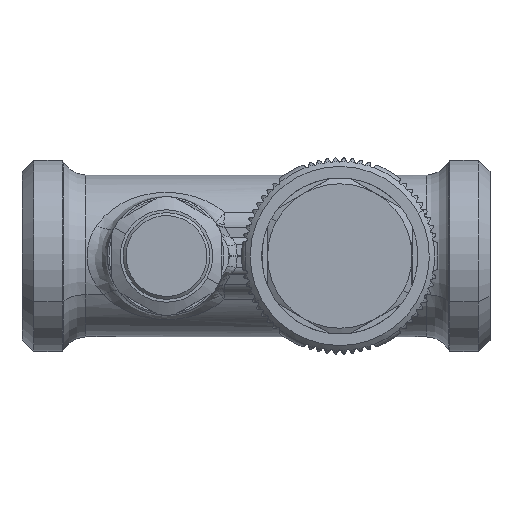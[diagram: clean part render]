
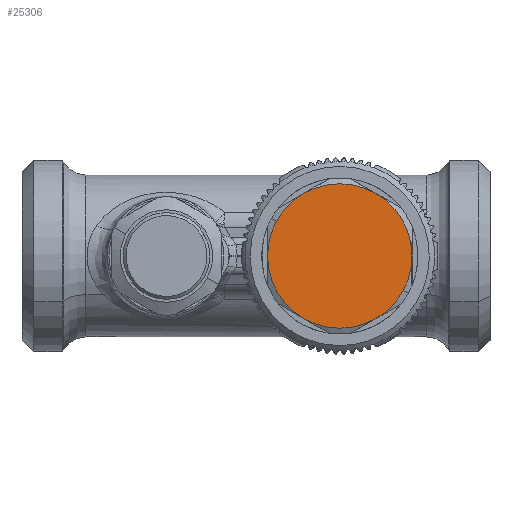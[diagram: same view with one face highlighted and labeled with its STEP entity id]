
A CAD part, left-side view. The second image highlights one B-rep face of the part: STEP entity #25306.
In plain terms, the highlighted planar face has unit normal (-1, 0, 0).
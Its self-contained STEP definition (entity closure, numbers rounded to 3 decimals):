
#25139=CARTESIAN_POINT('Axis2P3D Location',(-90.75,-12.5,0.)) ;
#25144=CARTESIAN_POINT('Axis2P3D Location',(-90.75,0.,0.)) ;
#25148=CARTESIAN_POINT('Vertex',(-90.75,12.5,0.003)) ;
#25150=CARTESIAN_POINT('Vertex',(-90.75,10.97,5.993)) ;
#25153=CARTESIAN_POINT('Axis2P3D Location',(-90.75,0.,0.)) ;
#25157=CARTESIAN_POINT('Vertex',(-90.75,12.5,0.)) ;
#25160=CARTESIAN_POINT('Axis2P3D Location',(-90.75,0.,0.)) ;
#25164=CARTESIAN_POINT('Vertex',(-90.75,12.5,-0.003)) ;
#25167=CARTESIAN_POINT('Axis2P3D Location',(-90.75,0.,0.)) ;
#25171=CARTESIAN_POINT('Vertex',(-90.75,6.252,-10.824)) ;
#25174=CARTESIAN_POINT('Axis2P3D Location',(-90.75,0.,0.)) ;
#25178=CARTESIAN_POINT('Vertex',(-90.75,6.25,-10.825)) ;
#25181=CARTESIAN_POINT('Axis2P3D Location',(-90.75,0.,0.)) ;
#25185=CARTESIAN_POINT('Vertex',(-90.75,6.248,-10.827)) ;
#25188=CARTESIAN_POINT('Axis2P3D Location',(-90.75,0.,0.)) ;
#25192=CARTESIAN_POINT('Vertex',(-90.75,-6.248,-10.827)) ;
#25195=CARTESIAN_POINT('Axis2P3D Location',(-90.75,0.,0.)) ;
#25199=CARTESIAN_POINT('Vertex',(-90.75,-6.25,-10.825)) ;
#25202=CARTESIAN_POINT('Axis2P3D Location',(-90.75,0.,0.)) ;
#25206=CARTESIAN_POINT('Vertex',(-90.75,-6.252,-10.824)) ;
#25209=CARTESIAN_POINT('Axis2P3D Location',(-90.75,0.,0.)) ;
#25213=CARTESIAN_POINT('Vertex',(-90.75,-10.97,-5.993)) ;
#25216=CARTESIAN_POINT('Axis2P3D Location',(-90.75,0.,0.)) ;
#25220=CARTESIAN_POINT('Vertex',(-90.75,-12.5,-0.003)) ;
#25223=CARTESIAN_POINT('Axis2P3D Location',(-90.75,0.,0.)) ;
#25227=CARTESIAN_POINT('Vertex',(-90.75,-12.5,0.)) ;
#25230=CARTESIAN_POINT('Axis2P3D Location',(-90.75,0.,0.)) ;
#25234=CARTESIAN_POINT('Vertex',(-90.75,-12.5,0.003)) ;
#25237=CARTESIAN_POINT('Axis2P3D Location',(-90.75,0.,0.)) ;
#25241=CARTESIAN_POINT('Vertex',(-90.75,-6.252,10.824)) ;
#25244=CARTESIAN_POINT('Axis2P3D Location',(-90.75,0.,0.)) ;
#25248=CARTESIAN_POINT('Vertex',(-90.75,-6.25,10.825)) ;
#25251=CARTESIAN_POINT('Axis2P3D Location',(-90.75,0.,0.)) ;
#25255=CARTESIAN_POINT('Vertex',(-90.75,-6.248,10.827)) ;
#25258=CARTESIAN_POINT('Axis2P3D Location',(-90.75,0.,0.)) ;
#25262=CARTESIAN_POINT('Vertex',(-90.75,6.248,10.827)) ;
#25265=CARTESIAN_POINT('Axis2P3D Location',(-90.75,0.,0.)) ;
#25269=CARTESIAN_POINT('Vertex',(-90.75,6.25,10.825)) ;
#25272=CARTESIAN_POINT('Axis2P3D Location',(-90.75,0.,0.)) ;
#25276=CARTESIAN_POINT('Vertex',(-90.75,6.252,10.824)) ;
#25279=CARTESIAN_POINT('Axis2P3D Location',(-90.75,0.,0.)) ;
#25140=DIRECTION('Axis2P3D Direction',(1.,0.,0.)) ;
#25141=DIRECTION('Axis2P3D XDirection',(0.,0.,-1.)) ;
#25145=DIRECTION('Axis2P3D Direction',(1.,0.,0.)) ;
#25154=DIRECTION('Axis2P3D Direction',(1.,0.,0.)) ;
#25161=DIRECTION('Axis2P3D Direction',(1.,0.,0.)) ;
#25168=DIRECTION('Axis2P3D Direction',(1.,0.,0.)) ;
#25175=DIRECTION('Axis2P3D Direction',(1.,0.,0.)) ;
#25182=DIRECTION('Axis2P3D Direction',(1.,0.,0.)) ;
#25189=DIRECTION('Axis2P3D Direction',(1.,0.,0.)) ;
#25196=DIRECTION('Axis2P3D Direction',(1.,0.,0.)) ;
#25203=DIRECTION('Axis2P3D Direction',(1.,0.,0.)) ;
#25210=DIRECTION('Axis2P3D Direction',(1.,0.,0.)) ;
#25217=DIRECTION('Axis2P3D Direction',(1.,0.,0.)) ;
#25224=DIRECTION('Axis2P3D Direction',(1.,0.,0.)) ;
#25231=DIRECTION('Axis2P3D Direction',(1.,0.,0.)) ;
#25238=DIRECTION('Axis2P3D Direction',(1.,0.,0.)) ;
#25245=DIRECTION('Axis2P3D Direction',(1.,0.,0.)) ;
#25252=DIRECTION('Axis2P3D Direction',(1.,0.,0.)) ;
#25259=DIRECTION('Axis2P3D Direction',(1.,0.,0.)) ;
#25266=DIRECTION('Axis2P3D Direction',(1.,0.,0.)) ;
#25273=DIRECTION('Axis2P3D Direction',(1.,0.,0.)) ;
#25280=DIRECTION('Axis2P3D Direction',(1.,0.,0.)) ;
#25142=AXIS2_PLACEMENT_3D('Plane Axis2P3D',#25139,#25140,#25141) ;
#25146=AXIS2_PLACEMENT_3D('Circle Axis2P3D',#25144,#25145,$) ;
#25155=AXIS2_PLACEMENT_3D('Circle Axis2P3D',#25153,#25154,$) ;
#25162=AXIS2_PLACEMENT_3D('Circle Axis2P3D',#25160,#25161,$) ;
#25169=AXIS2_PLACEMENT_3D('Circle Axis2P3D',#25167,#25168,$) ;
#25176=AXIS2_PLACEMENT_3D('Circle Axis2P3D',#25174,#25175,$) ;
#25183=AXIS2_PLACEMENT_3D('Circle Axis2P3D',#25181,#25182,$) ;
#25190=AXIS2_PLACEMENT_3D('Circle Axis2P3D',#25188,#25189,$) ;
#25197=AXIS2_PLACEMENT_3D('Circle Axis2P3D',#25195,#25196,$) ;
#25204=AXIS2_PLACEMENT_3D('Circle Axis2P3D',#25202,#25203,$) ;
#25211=AXIS2_PLACEMENT_3D('Circle Axis2P3D',#25209,#25210,$) ;
#25218=AXIS2_PLACEMENT_3D('Circle Axis2P3D',#25216,#25217,$) ;
#25225=AXIS2_PLACEMENT_3D('Circle Axis2P3D',#25223,#25224,$) ;
#25232=AXIS2_PLACEMENT_3D('Circle Axis2P3D',#25230,#25231,$) ;
#25239=AXIS2_PLACEMENT_3D('Circle Axis2P3D',#25237,#25238,$) ;
#25246=AXIS2_PLACEMENT_3D('Circle Axis2P3D',#25244,#25245,$) ;
#25253=AXIS2_PLACEMENT_3D('Circle Axis2P3D',#25251,#25252,$) ;
#25260=AXIS2_PLACEMENT_3D('Circle Axis2P3D',#25258,#25259,$) ;
#25267=AXIS2_PLACEMENT_3D('Circle Axis2P3D',#25265,#25266,$) ;
#25274=AXIS2_PLACEMENT_3D('Circle Axis2P3D',#25272,#25273,$) ;
#25281=AXIS2_PLACEMENT_3D('Circle Axis2P3D',#25279,#25280,$) ;
#25147=CIRCLE('generated circle',#25146,12.5) ;
#25156=CIRCLE('generated circle',#25155,12.5) ;
#25163=CIRCLE('generated circle',#25162,12.5) ;
#25170=CIRCLE('generated circle',#25169,12.5) ;
#25177=CIRCLE('generated circle',#25176,12.5) ;
#25184=CIRCLE('generated circle',#25183,12.5) ;
#25191=CIRCLE('generated circle',#25190,12.5) ;
#25198=CIRCLE('generated circle',#25197,12.5) ;
#25205=CIRCLE('generated circle',#25204,12.5) ;
#25212=CIRCLE('generated circle',#25211,12.5) ;
#25219=CIRCLE('generated circle',#25218,12.5) ;
#25226=CIRCLE('generated circle',#25225,12.5) ;
#25233=CIRCLE('generated circle',#25232,12.5) ;
#25240=CIRCLE('generated circle',#25239,12.5) ;
#25247=CIRCLE('generated circle',#25246,12.5) ;
#25254=CIRCLE('generated circle',#25253,12.5) ;
#25261=CIRCLE('generated circle',#25260,12.5) ;
#25268=CIRCLE('generated circle',#25267,12.5) ;
#25275=CIRCLE('generated circle',#25274,12.5) ;
#25282=CIRCLE('generated circle',#25281,12.5) ;
#25143=PLANE('',#25142) ;
#25152=EDGE_CURVE('',#25149,#25151,#25147,.T.) ;
#25159=EDGE_CURVE('',#25158,#25149,#25156,.T.) ;
#25166=EDGE_CURVE('',#25165,#25158,#25163,.T.) ;
#25173=EDGE_CURVE('',#25172,#25165,#25170,.T.) ;
#25180=EDGE_CURVE('',#25179,#25172,#25177,.T.) ;
#25187=EDGE_CURVE('',#25186,#25179,#25184,.T.) ;
#25194=EDGE_CURVE('',#25193,#25186,#25191,.T.) ;
#25201=EDGE_CURVE('',#25200,#25193,#25198,.T.) ;
#25208=EDGE_CURVE('',#25207,#25200,#25205,.T.) ;
#25215=EDGE_CURVE('',#25214,#25207,#25212,.T.) ;
#25222=EDGE_CURVE('',#25221,#25214,#25219,.T.) ;
#25229=EDGE_CURVE('',#25228,#25221,#25226,.T.) ;
#25236=EDGE_CURVE('',#25235,#25228,#25233,.T.) ;
#25243=EDGE_CURVE('',#25242,#25235,#25240,.T.) ;
#25250=EDGE_CURVE('',#25249,#25242,#25247,.T.) ;
#25257=EDGE_CURVE('',#25256,#25249,#25254,.T.) ;
#25264=EDGE_CURVE('',#25263,#25256,#25261,.T.) ;
#25271=EDGE_CURVE('',#25270,#25263,#25268,.T.) ;
#25278=EDGE_CURVE('',#25277,#25270,#25275,.T.) ;
#25283=EDGE_CURVE('',#25151,#25277,#25282,.T.) ;
#25285=ORIENTED_EDGE('',*,*,#25152,.F.) ;
#25286=ORIENTED_EDGE('',*,*,#25159,.F.) ;
#25287=ORIENTED_EDGE('',*,*,#25166,.F.) ;
#25288=ORIENTED_EDGE('',*,*,#25173,.F.) ;
#25289=ORIENTED_EDGE('',*,*,#25180,.F.) ;
#25290=ORIENTED_EDGE('',*,*,#25187,.F.) ;
#25291=ORIENTED_EDGE('',*,*,#25194,.F.) ;
#25292=ORIENTED_EDGE('',*,*,#25201,.F.) ;
#25293=ORIENTED_EDGE('',*,*,#25208,.F.) ;
#25294=ORIENTED_EDGE('',*,*,#25215,.F.) ;
#25295=ORIENTED_EDGE('',*,*,#25222,.F.) ;
#25296=ORIENTED_EDGE('',*,*,#25229,.F.) ;
#25297=ORIENTED_EDGE('',*,*,#25236,.F.) ;
#25298=ORIENTED_EDGE('',*,*,#25243,.F.) ;
#25299=ORIENTED_EDGE('',*,*,#25250,.F.) ;
#25300=ORIENTED_EDGE('',*,*,#25257,.F.) ;
#25301=ORIENTED_EDGE('',*,*,#25264,.F.) ;
#25302=ORIENTED_EDGE('',*,*,#25271,.F.) ;
#25303=ORIENTED_EDGE('',*,*,#25278,.F.) ;
#25304=ORIENTED_EDGE('',*,*,#25283,.F.) ;
#25284=EDGE_LOOP('',(#25285,#25286,#25287,#25288,#25289,#25290,#25291,#25292,#25293,#25294,#25295,#25296,#25297,#25298,#25299,#25300,#25301,#25302,#25303,#25304)) ;
#25149=VERTEX_POINT('',#25148) ;
#25151=VERTEX_POINT('',#25150) ;
#25158=VERTEX_POINT('',#25157) ;
#25165=VERTEX_POINT('',#25164) ;
#25172=VERTEX_POINT('',#25171) ;
#25179=VERTEX_POINT('',#25178) ;
#25186=VERTEX_POINT('',#25185) ;
#25193=VERTEX_POINT('',#25192) ;
#25200=VERTEX_POINT('',#25199) ;
#25207=VERTEX_POINT('',#25206) ;
#25214=VERTEX_POINT('',#25213) ;
#25221=VERTEX_POINT('',#25220) ;
#25228=VERTEX_POINT('',#25227) ;
#25235=VERTEX_POINT('',#25234) ;
#25242=VERTEX_POINT('',#25241) ;
#25249=VERTEX_POINT('',#25248) ;
#25256=VERTEX_POINT('',#25255) ;
#25263=VERTEX_POINT('',#25262) ;
#25270=VERTEX_POINT('',#25269) ;
#25277=VERTEX_POINT('',#25276) ;
#25306=ADVANCED_FACE('PartBody',(#25305),#25143,.F.) ;
#25305=FACE_OUTER_BOUND('',#25284,.T.) ;
